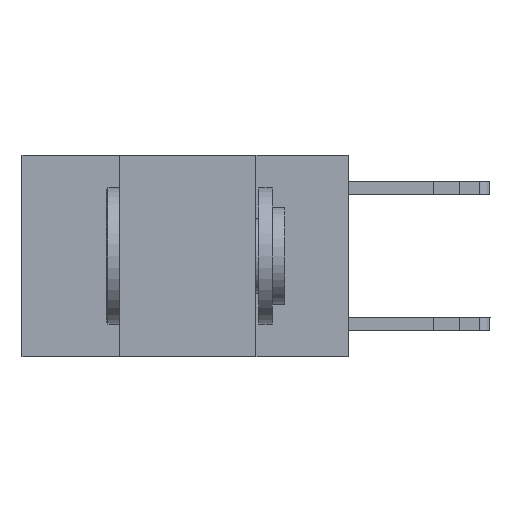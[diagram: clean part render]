
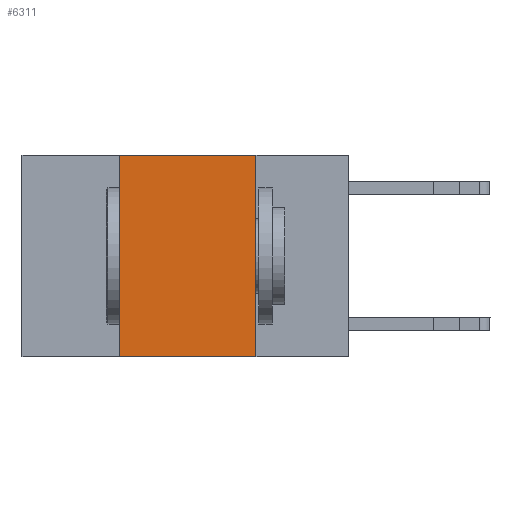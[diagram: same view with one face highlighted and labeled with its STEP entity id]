
A CAD part, left-side view. The second image highlights one B-rep face of the part: STEP entity #6311.
In plain terms, the highlighted planar face has unit normal (-1, 0, 0).
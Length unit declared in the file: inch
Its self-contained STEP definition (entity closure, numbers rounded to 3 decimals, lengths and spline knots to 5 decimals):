
#616 = CARTESIAN_POINT ( 'NONE',  ( 0., 0.6, 0. ) ) ;
#857 = CARTESIAN_POINT ( 'NONE',  ( 0., 0.6, 0. ) ) ;
#1290 = AXIS2_PLACEMENT_3D ( 'NONE', #857, #25523, #25519 ) ;
#1486 = VERTEX_POINT ( 'NONE', #3744 ) ;
#2222 = DIRECTION ( 'NONE',  ( 0., -1., 0. ) ) ;
#2415 = CARTESIAN_POINT ( 'NONE',  ( 0., 0.6, -0.37 ) ) ;
#3710 = EDGE_CURVE ( 'NONE', #7331, #4409, #13114, .T. ) ;
#3744 = CARTESIAN_POINT ( 'NONE',  ( 0., 0.17, 0. ) ) ;
#4409 = VERTEX_POINT ( 'NONE', #19751 ) ;
#4662 = ORIENTED_EDGE ( 'NONE', *, *, #7784, .T. ) ;
#6311 = ADVANCED_FACE ( 'NONE', ( #14714 ), #11571, .F. ) ;
#7064 = DIRECTION ( 'NONE',  ( 0., 0., -1. ) ) ;
#7255 = EDGE_LOOP ( 'NONE', ( #23248, #24065, #24977, #4662 ) ) ;
#7293 = CARTESIAN_POINT ( 'NONE',  ( 0., 0.17, 0. ) ) ;
#7331 = VERTEX_POINT ( 'NONE', #9923 ) ;
#7784 = EDGE_CURVE ( 'NONE', #7331, #15117, #23712, .T. ) ;
#8986 = DIRECTION ( 'NONE',  ( 0., 0., 1. ) ) ;
#9923 = CARTESIAN_POINT ( 'NONE',  ( 0., 0.42, -0.37 ) ) ;
#10253 = CARTESIAN_POINT ( 'NONE',  ( 0., 0.42, 0. ) ) ;
#11371 = VECTOR ( 'NONE', #7064, 39.37008 ) ;
#11517 = EDGE_CURVE ( 'NONE', #1486, #15117, #11678, .T. ) ;
#11571 = PLANE ( 'NONE',  #1290 ) ;
#11678 = LINE ( 'NONE', #7293, #11371 ) ;
#12821 = DIRECTION ( 'NONE',  ( 0., -1., 0. ) ) ;
#13091 = VECTOR ( 'NONE', #8986, 39.37008 ) ;
#13114 = LINE ( 'NONE', #10253, #13091 ) ;
#14714 = FACE_OUTER_BOUND ( 'NONE', #7255, .T. ) ;
#15117 = VERTEX_POINT ( 'NONE', #23770 ) ;
#19751 = CARTESIAN_POINT ( 'NONE',  ( 0., 0.42, 0. ) ) ;
#21146 = VECTOR ( 'NONE', #12821, 39.37008 ) ;
#21249 = LINE ( 'NONE', #616, #21146 ) ;
#23248 = ORIENTED_EDGE ( 'NONE', *, *, #11517, .F. ) ;
#23595 = VECTOR ( 'NONE', #2222, 39.37008 ) ;
#23712 = LINE ( 'NONE', #2415, #23595 ) ;
#23770 = CARTESIAN_POINT ( 'NONE',  ( 0., 0.17, -0.37 ) ) ;
#23811 = EDGE_CURVE ( 'NONE', #4409, #1486, #21249, .T. ) ;
#24065 = ORIENTED_EDGE ( 'NONE', *, *, #23811, .F. ) ;
#24977 = ORIENTED_EDGE ( 'NONE', *, *, #3710, .F. ) ;
#25519 = DIRECTION ( 'NONE',  ( 0., 0., -1. ) ) ;
#25523 = DIRECTION ( 'NONE',  ( 1., 0., 0. ) ) ;
